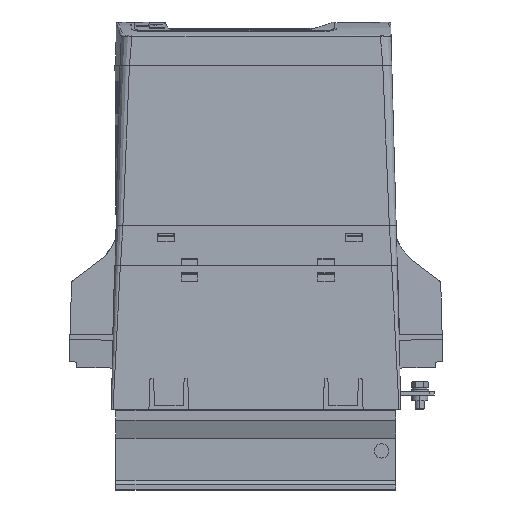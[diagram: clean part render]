
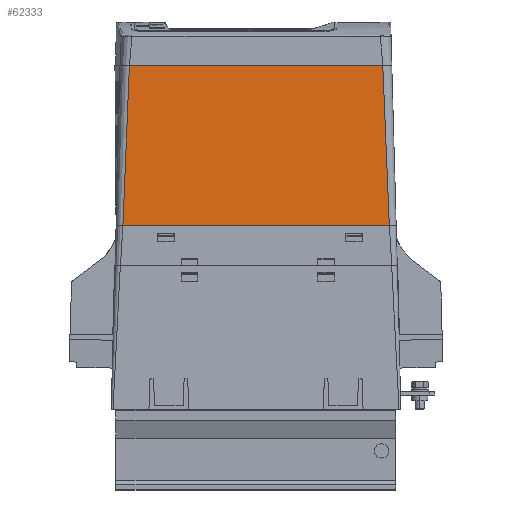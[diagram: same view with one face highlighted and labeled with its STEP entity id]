
A CAD part, left-side view. The second image highlights one B-rep face of the part: STEP entity #62333.
In plain terms, the highlighted planar face has unit normal (-1, 0, 0.026).
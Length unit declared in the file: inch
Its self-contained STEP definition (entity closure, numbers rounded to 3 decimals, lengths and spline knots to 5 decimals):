
#624 = VERTEX_POINT ( 'NONE', #113827 ) ;
#1503 = CARTESIAN_POINT ( 'NONE',  ( -1.86308, -2.89915, 5.35074 ) ) ;
#3788 = EDGE_CURVE ( 'NONE', #4722, #77569, #53817, .T. ) ;
#4718 = VERTEX_POINT ( 'NONE', #103928 ) ;
#4722 = VERTEX_POINT ( 'NONE', #117377 ) ;
#12332 = VECTOR ( 'NONE', #97680, 39.37008 ) ;
#12599 = CARTESIAN_POINT ( 'NONE',  ( -1.83255, 2.84289, 6.51693 ) ) ;
#12750 = CARTESIAN_POINT ( 'NONE',  ( -1.85548, -2.8873, 5.64127 ) ) ;
#17171 = CARTESIAN_POINT ( 'NONE',  ( -1.87829, -2.9229, 4.76969 ) ) ;
#23233 = CARTESIAN_POINT ( 'NONE',  ( -1.78656, -2.78001, 8.27362 ) ) ;
#23980 = CARTESIAN_POINT ( 'NONE',  ( -1.80963, -2.81587, 7.39259 ) ) ;
#25297 = CARTESIAN_POINT ( 'NONE',  ( -1.84784, 2.8667, 5.93316 ) ) ;
#26195 = CARTESIAN_POINT ( 'NONE',  ( -1.84019, -2.86349, 6.22504 ) ) ;
#29881 = CARTESIAN_POINT ( 'NONE',  ( -1.87829, 3.06376, 4.76969 ) ) ;
#31881 = LINE ( 'NONE', #123813, #12332 ) ;
#35037 = CARTESIAN_POINT ( 'NONE',  ( -1.82491, 2.83098, 6.80882 ) ) ;
#35777 = CARTESIAN_POINT ( 'NONE',  ( -1.78661, 2.77136, 8.27183 ) ) ;
#38969 = ORIENTED_EDGE ( 'NONE', *, *, #138405, .F. ) ;
#39636 = DIRECTION ( 'NONE',  ( -0.026, 0., -1. ) ) ;
#41106 = FACE_OUTER_BOUND ( 'NONE', #128093, .T. ) ;
#47004 = CARTESIAN_POINT ( 'NONE',  ( -1.79435, 2.77943, 7.97626 ) ) ;
#47158 = CARTESIAN_POINT ( 'NONE',  ( -1.87069, -2.9149, 5.06032 ) ) ;
#48476 = CARTESIAN_POINT ( 'NONE',  ( -1.7867, 2.77145, 8.26826 ) ) ;
#48635 = CARTESIAN_POINT ( 'NONE',  ( -1.79435, -2.78813, 7.97626 ) ) ;
#49269 = DIRECTION ( 'NONE',  ( 0., 1., 0. ) ) ;
#50003 = LINE ( 'NONE', #117989, #126172 ) ;
#53817 = B_SPLINE_CURVE_WITH_KNOTS ( 'NONE', 3,
 ( #23233, #127843, #92720, #71012, #48635, #82963, #23980, #94183, #114393, #69527, #26195, #71747, #12750, #1503, #47158, #70255 ),
 .UNSPECIFIED., .F., .F.,
 ( 4, 3, 3, 3, 3, 4 ),
 ( 0., 0.00153, 0.25144, 0.50135, 0.75126, 1. ),
 .UNSPECIFIED. ) ;
#54048 = ORIENTED_EDGE ( 'NONE', *, *, #62400, .F. ) ;
#59743 = ORIENTED_EDGE ( 'NONE', *, *, #74090, .T. ) ;
#62333 = ADVANCED_FACE ( 'NONE', ( #41106 ), #132302, .F. ) ;
#62400 = EDGE_CURVE ( 'NONE', #624, #4718, #130080, .T. ) ;
#69372 = CARTESIAN_POINT ( 'NONE',  ( -1.84019, 2.85479, 6.22504 ) ) ;
#69527 = CARTESIAN_POINT ( 'NONE',  ( -1.83255, -2.85159, 6.51693 ) ) ;
#70112 = CARTESIAN_POINT ( 'NONE',  ( -1.86308, 2.89045, 5.35074 ) ) ;
#70255 = CARTESIAN_POINT ( 'NONE',  ( -1.87829, -2.9229, 4.76969 ) ) ;
#71012 = CARTESIAN_POINT ( 'NONE',  ( -1.7867, -2.78015, 8.26826 ) ) ;
#71747 = CARTESIAN_POINT ( 'NONE',  ( -1.84784, -2.8754, 5.93316 ) ) ;
#74090 = EDGE_CURVE ( 'NONE', #4722, #4718, #31881, .T. ) ;
#77569 = VERTEX_POINT ( 'NONE', #17171 ) ;
#82963 = CARTESIAN_POINT ( 'NONE',  ( -1.80199, -2.80396, 7.68448 ) ) ;
#87399 = CARTESIAN_POINT ( 'NONE',  ( -1.87829, 2.9142, 4.76969 ) ) ;
#92720 = CARTESIAN_POINT ( 'NONE',  ( -1.78666, -2.78011, 8.27005 ) ) ;
#94183 = CARTESIAN_POINT ( 'NONE',  ( -1.81727, -2.82777, 7.10071 ) ) ;
#97113 = AXIS2_PLACEMENT_3D ( 'NONE', #29881, #121080, #39636 ) ;
#97680 = DIRECTION ( 'NONE',  ( 0., 1., 0. ) ) ;
#102271 = CARTESIAN_POINT ( 'NONE',  ( -1.80199, 2.79526, 7.68448 ) ) ;
#103928 = CARTESIAN_POINT ( 'NONE',  ( -1.78656, 2.77131, 8.27362 ) ) ;
#113827 = CARTESIAN_POINT ( 'NONE',  ( -1.87829, 2.9142, 4.76969 ) ) ;
#114393 = CARTESIAN_POINT ( 'NONE',  ( -1.82491, -2.83968, 6.80882 ) ) ;
#114971 = CARTESIAN_POINT ( 'NONE',  ( -1.78656, 2.77131, 8.27362 ) ) ;
#115716 = CARTESIAN_POINT ( 'NONE',  ( -1.78666, 2.77141, 8.27005 ) ) ;
#117377 = CARTESIAN_POINT ( 'NONE',  ( -1.78656, -2.78001, 8.27362 ) ) ;
#117989 = CARTESIAN_POINT ( 'NONE',  ( -1.87829, 3.06376, 4.76969 ) ) ;
#121080 = DIRECTION ( 'NONE',  ( 1., 0., -0.026 ) ) ;
#121815 = CARTESIAN_POINT ( 'NONE',  ( -1.87069, 2.9062, 5.06032 ) ) ;
#123813 = CARTESIAN_POINT ( 'NONE',  ( -1.78656, -6.75299, 8.27362 ) ) ;
#126172 = VECTOR ( 'NONE', #49269, 39.37008 ) ;
#126955 = CARTESIAN_POINT ( 'NONE',  ( -1.80963, 2.80717, 7.39259 ) ) ;
#127843 = CARTESIAN_POINT ( 'NONE',  ( -1.78661, -2.78006, 8.27183 ) ) ;
#128093 = EDGE_LOOP ( 'NONE', ( #141194, #59743, #54048, #38969 ) ) ;
#130080 = B_SPLINE_CURVE_WITH_KNOTS ( 'NONE', 3,
 ( #87399, #121815, #70112, #139665, #25297, #69372, #12599, #35037, #138206, #126955, #102271, #47004, #48476, #115716, #35777, #114971 ),
 .UNSPECIFIED., .F., .F.,
 ( 4, 3, 3, 3, 3, 4 ),
 ( 0., 0.24874, 0.49865, 0.74856, 0.99847, 1. ),
 .UNSPECIFIED. ) ;
#132302 = PLANE ( 'NONE',  #97113 ) ;
#138206 = CARTESIAN_POINT ( 'NONE',  ( -1.81727, 2.81908, 7.10071 ) ) ;
#138405 = EDGE_CURVE ( 'NONE', #77569, #624, #50003, .T. ) ;
#139665 = CARTESIAN_POINT ( 'NONE',  ( -1.85548, 2.8786, 5.64127 ) ) ;
#141194 = ORIENTED_EDGE ( 'NONE', *, *, #3788, .F. ) ;
